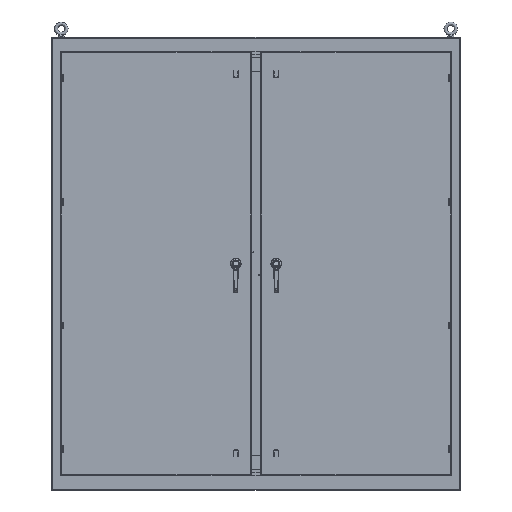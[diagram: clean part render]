
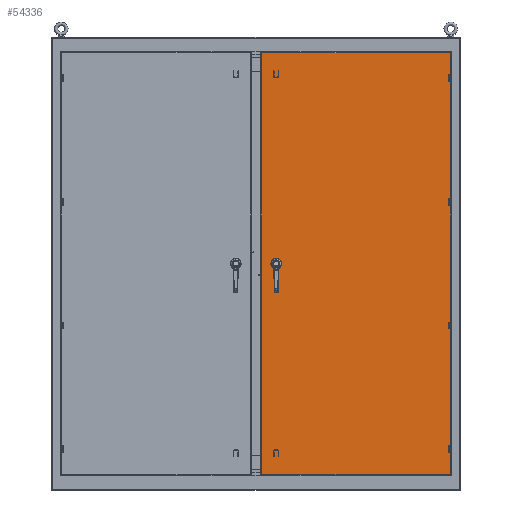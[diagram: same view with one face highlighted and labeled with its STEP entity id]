
A CAD part, top view. The second image highlights one B-rep face of the part: STEP entity #54336.
In plain terms, the highlighted planar face has unit normal (0, 0, 1).
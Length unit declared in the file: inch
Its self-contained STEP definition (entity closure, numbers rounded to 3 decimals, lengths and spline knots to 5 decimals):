
#16993 = EDGE_CURVE ( 'NONE', #57793, #57793, #260588, .T. ) ;
#37881 = AXIS2_PLACEMENT_3D ( 'NONE', #306246, #272151, #245158 ) ;
#48910 = CARTESIAN_POINT ( 'NONE',  ( 3.84301, 0., 13.058 ) ) ;
#54336 = ADVANCED_FACE ( 'NONE', ( #275736, #221694 ), #334988, .F. ) ;
#54727 = CARTESIAN_POINT ( 'NONE',  ( 1.0753, -40.1122, 13.058 ) ) ;
#57793 = VERTEX_POINT ( 'NONE', #248475 ) ;
#63700 = CARTESIAN_POINT ( 'NONE',  ( 1.0753, 0., 13.058 ) ) ;
#67877 = VERTEX_POINT ( 'NONE', #145595 ) ;
#104426 = ORIENTED_EDGE ( 'NONE', *, *, #126943, .F. ) ;
#109078 = CARTESIAN_POINT ( 'NONE',  ( 36.98711, 0., 13.058 ) ) ;
#112759 = CARTESIAN_POINT ( 'NONE',  ( 36.98711, 40.1122, 13.058 ) ) ;
#114507 = VECTOR ( 'NONE', #202459, 39.37008 ) ;
#116894 = EDGE_CURVE ( 'NONE', #217142, #352706, #187121, .T. ) ;
#126943 = EDGE_CURVE ( 'NONE', #216838, #217142, #251149, .T. ) ;
#134508 = ORIENTED_EDGE ( 'NONE', *, *, #16993, .F. ) ;
#137700 = VECTOR ( 'NONE', #222096, 39.37008 ) ;
#139361 = LINE ( 'NONE', #63700, #137700 ) ;
#139403 = ORIENTED_EDGE ( 'NONE', *, *, #203579, .F. ) ;
#145595 = CARTESIAN_POINT ( 'NONE',  ( 1.0753, 40.1122, 13.058 ) ) ;
#163686 = EDGE_CURVE ( 'NONE', #67877, #216838, #314046, .T. ) ;
#174562 = AXIS2_PLACEMENT_3D ( 'NONE', #48910, #351161, #268369 ) ;
#181840 = CARTESIAN_POINT ( 'NONE',  ( 19.0312, -40.1122, 13.058 ) ) ;
#187121 = LINE ( 'NONE', #181840, #333804 ) ;
#202459 = DIRECTION ( 'NONE',  ( 1., 0., 0. ) ) ;
#203579 = EDGE_CURVE ( 'NONE', #352706, #67877, #139361, .T. ) ;
#206004 = CARTESIAN_POINT ( 'NONE',  ( 19.0312, 40.1122, 13.058 ) ) ;
#212338 = DIRECTION ( 'NONE',  ( -1., 0., 0. ) ) ;
#216838 = VERTEX_POINT ( 'NONE', #112759 ) ;
#217142 = VERTEX_POINT ( 'NONE', #243761 ) ;
#221694 = FACE_BOUND ( 'NONE', #345454, .T. ) ;
#222096 = DIRECTION ( 'NONE',  ( 0., 1., 0. ) ) ;
#223249 = EDGE_LOOP ( 'NONE', ( #231826, #139403, #338411, #104426 ) ) ;
#231826 = ORIENTED_EDGE ( 'NONE', *, *, #163686, .F. ) ;
#243761 = CARTESIAN_POINT ( 'NONE',  ( 36.98711, -40.1122, 13.058 ) ) ;
#245158 = DIRECTION ( 'NONE',  ( -1., 0., 0. ) ) ;
#248475 = CARTESIAN_POINT ( 'NONE',  ( 4.06447, 0., 13.058 ) ) ;
#251149 = LINE ( 'NONE', #109078, #333418 ) ;
#260588 = CIRCLE ( 'NONE', #174562, 0.22146 ) ;
#268369 = DIRECTION ( 'NONE',  ( 1., 0., 0. ) ) ;
#272151 = DIRECTION ( 'NONE',  ( 0., 0., -1. ) ) ;
#275736 = FACE_OUTER_BOUND ( 'NONE', #223249, .T. ) ;
#306246 = CARTESIAN_POINT ( 'NONE',  ( 19.0312, 0., 13.058 ) ) ;
#314046 = LINE ( 'NONE', #206004, #114507 ) ;
#330368 = DIRECTION ( 'NONE',  ( 0., -1., 0. ) ) ;
#333418 = VECTOR ( 'NONE', #330368, 39.37008 ) ;
#333804 = VECTOR ( 'NONE', #212338, 39.37008 ) ;
#334988 = PLANE ( 'NONE',  #37881 ) ;
#338411 = ORIENTED_EDGE ( 'NONE', *, *, #116894, .F. ) ;
#345454 = EDGE_LOOP ( 'NONE', ( #134508 ) ) ;
#351161 = DIRECTION ( 'NONE',  ( 0., 0., 1. ) ) ;
#352706 = VERTEX_POINT ( 'NONE', #54727 ) ;
